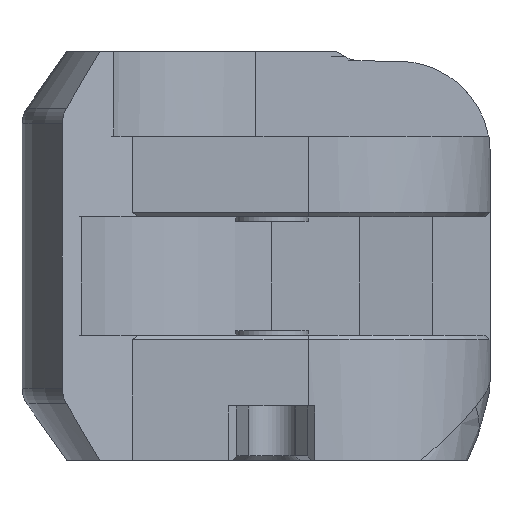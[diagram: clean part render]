
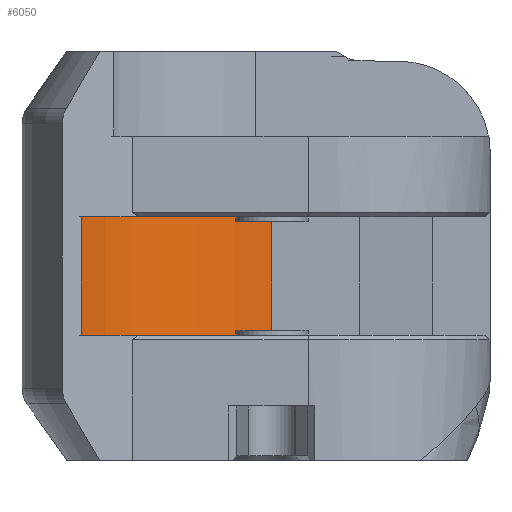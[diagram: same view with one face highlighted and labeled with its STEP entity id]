
A CAD part, front view. The second image highlights one B-rep face of the part: STEP entity #6050.
In plain terms, the highlighted cylindrical face has radius 25 mm (diameter 50 mm), a partial arc.
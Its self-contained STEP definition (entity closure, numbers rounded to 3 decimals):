
#50 = ORIENTED_EDGE ( 'NONE', *, *, #5275, .T. ) ;
#105 = EDGE_LOOP ( 'NONE', ( #3612, #8632, #8875, #50 ) ) ;
#483 = CARTESIAN_POINT ( 'NONE',  ( -24., 10., 22.5 ) ) ;
#530 = DIRECTION ( 'NONE',  ( 0., 0., 1. ) ) ;
#619 = CIRCLE ( 'NONE', #5990, 25. ) ;
#841 = VERTEX_POINT ( 'NONE', #4210 ) ;
#1102 = VECTOR ( 'NONE', #7581, 1000. ) ;
#1900 = DIRECTION ( 'NONE',  ( 0., 0., 1. ) ) ;
#2109 = CYLINDRICAL_SURFACE ( 'NONE', #8486, 25. ) ;
#2328 = CARTESIAN_POINT ( 'NONE',  ( -24., 35., 4.3 ) ) ;
#3006 = VERTEX_POINT ( 'NONE', #5502 ) ;
#3395 = CARTESIAN_POINT ( 'NONE',  ( -24., 10., -8.7 ) ) ;
#3420 = FACE_OUTER_BOUND ( 'NONE', #105, .T. ) ;
#3612 = ORIENTED_EDGE ( 'NONE', *, *, #4423, .F. ) ;
#3721 = CIRCLE ( 'NONE', #4183, 25. ) ;
#4183 = AXIS2_PLACEMENT_3D ( 'NONE', #7674, #9117, #6297 ) ;
#4210 = CARTESIAN_POINT ( 'NONE',  ( -44.954, -3.636, -8.7 ) ) ;
#4423 = EDGE_CURVE ( 'NONE', #841, #4571, #5148, .T. ) ;
#4571 = VERTEX_POINT ( 'NONE', #8301 ) ;
#4669 = CARTESIAN_POINT ( 'NONE',  ( -44.954, -3.636, 22.5 ) ) ;
#4974 = DIRECTION ( 'NONE',  ( 1., 0., 0. ) ) ;
#5148 = LINE ( 'NONE', #4669, #1102 ) ;
#5275 = EDGE_CURVE ( 'NONE', #8332, #4571, #3721, .T. ) ;
#5502 = CARTESIAN_POINT ( 'NONE',  ( -24., 35., -8.7 ) ) ;
#5990 = AXIS2_PLACEMENT_3D ( 'NONE', #3395, #1900, #4974 ) ;
#6050 = ADVANCED_FACE ( 'NONE', ( #3420 ), #2109, .F. ) ;
#6297 = DIRECTION ( 'NONE',  ( 1., 0., 0. ) ) ;
#7054 = DIRECTION ( 'NONE',  ( 1., 0., 0. ) ) ;
#7157 = DIRECTION ( 'NONE',  ( 0., 0., -1. ) ) ;
#7581 = DIRECTION ( 'NONE',  ( 0., 0., 1. ) ) ;
#7674 = CARTESIAN_POINT ( 'NONE',  ( -24., 10., 4.3 ) ) ;
#8301 = CARTESIAN_POINT ( 'NONE',  ( -44.954, -3.636, 4.3 ) ) ;
#8332 = VERTEX_POINT ( 'NONE', #2328 ) ;
#8453 = CARTESIAN_POINT ( 'NONE',  ( -24., 35., 34.3 ) ) ;
#8486 = AXIS2_PLACEMENT_3D ( 'NONE', #483, #530, #7054 ) ;
#8630 = EDGE_CURVE ( 'NONE', #3006, #841, #619, .T. ) ;
#8632 = ORIENTED_EDGE ( 'NONE', *, *, #8630, .F. ) ;
#8875 = ORIENTED_EDGE ( 'NONE', *, *, #8957, .F. ) ;
#8957 = EDGE_CURVE ( 'NONE', #8332, #3006, #9170, .T. ) ;
#9045 = VECTOR ( 'NONE', #7157, 1000. ) ;
#9117 = DIRECTION ( 'NONE',  ( 0., 0., 1. ) ) ;
#9170 = LINE ( 'NONE', #8453, #9045 ) ;
